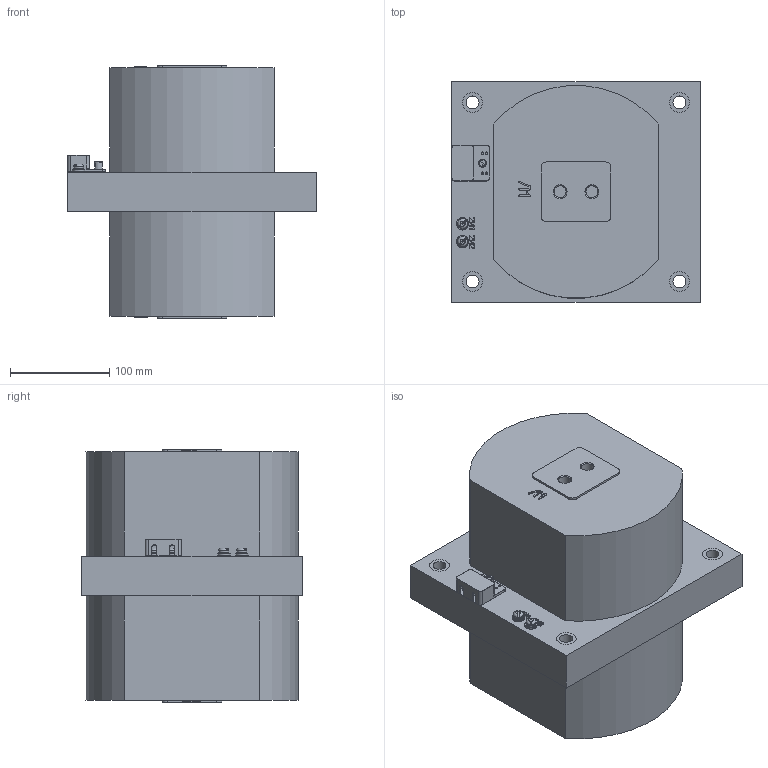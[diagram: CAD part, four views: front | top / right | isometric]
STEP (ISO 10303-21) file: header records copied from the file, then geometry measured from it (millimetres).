
FILE_DESCRIPTION(('STEP AP214'), '1');
FILE_NAME('ﾒﾋﾏ-10-2 ﾌ2ﾀﾑ', '', ('UNSPECIFIED'), ('UNSPECIFIED'), 'ASCON STEP Converter 1.6', 'ASCON Math Kernel', '');
FILE_SCHEMA(('AUTOMOTIVE_DESIGN { 1 0 10303 214 3 1 1}'));
Length unit declared in the file: millimetre
Products named in the file (9): 鎗鵻罻 楟.8.211.004
Assembly tree (18 placements, depth 2):
  (unnamed)
    (unnamed)
    (unnamed)
    鎗鵻罻 楟.8.211.004  x4
    (unnamed)
    (unnamed)
    (unnamed)  x4
    (unnamed)  x2
    (unnamed)  x4
Bounding box: 250 x 222 x 254 mm (x, y, z)
Volume: 8811901.9 mm3; surface area: 373480.9 mm2
Topology: 26 solids, 26 shells, 1321 faces, 3488 edges, 2259 vertices
Faces by surface type: cylinder 762, plane 457, torus 66, cone 34, bspline 2
Full cylindrical faces by diameter (mm): 2 x4, 2.5 x1, 4 x8, 4.134 x2, 4.917 x4, 5 x1, 5.5 x1, 6 x4, 6.8 x2, 8 x1, 10 x12, 11.16 x2, 12 x4, 12.5 x4, 13 x4, 20 x8
Entity records: 52758 total; most frequent: CARTESIAN_POINT 12196, DIRECTION 6972, ORIENTED_EDGE 6174, EDGE_CURVE 3087, AXIS2_PLACEMENT_3D 2763, VERTEX_POINT 2057, CIRCLE 1581, LINE 1446
